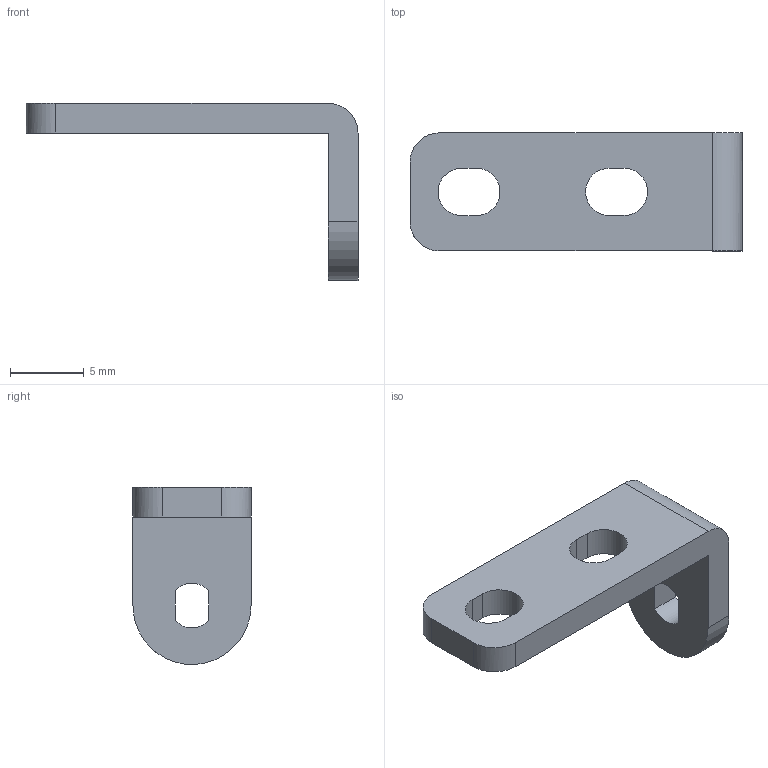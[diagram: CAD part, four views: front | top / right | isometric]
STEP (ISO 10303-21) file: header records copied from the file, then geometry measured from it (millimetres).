
FILE_DESCRIPTION((''),'2;1');
FILE_NAME('','2013-07-16T09:49:29',(''),(''),'','CADfix','');
FILE_SCHEMA(('AUTOMOTIVE_DESIGN { 1 0 10303 214 1 1 1 1 }'));
Length unit declared in the file: millimetre
Bounding box: 22.5 x 8 x 12 mm (x, y, z)
Volume: 438.8 mm3; surface area: 655.2 mm2
Topology: 1 solids, 1 shells, 23 faces, 63 edges, 42 vertices
Faces by surface type: bspline 23
Entity records: 934 total; most frequent: CARTESIAN_POINT 534, ORIENTED_EDGE 126, EDGE_CURVE 63, QUASI_UNIFORM_CURVE 43, VERTEX_POINT 42, EDGE_LOOP 29, FACE_OUTER_BOUND 23, ADVANCED_FACE 23
